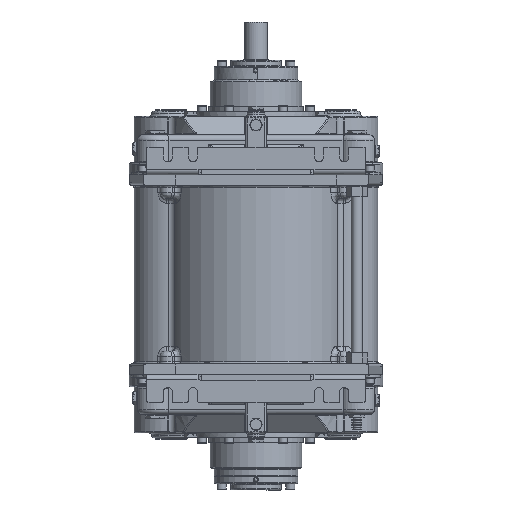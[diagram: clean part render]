
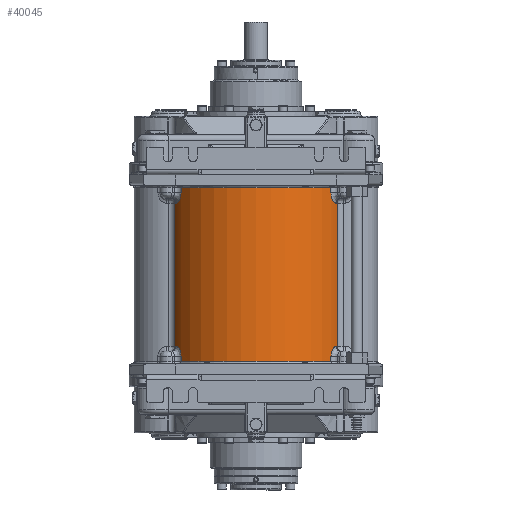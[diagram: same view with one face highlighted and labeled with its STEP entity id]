
A CAD part, front view. The second image highlights one B-rep face of the part: STEP entity #40045.
In plain terms, the highlighted cylindrical face has radius 180.5 mm (diameter 361 mm), a partial arc.
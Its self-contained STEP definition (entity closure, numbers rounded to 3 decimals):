
#2899=B_SPLINE_CURVE_WITH_KNOTS('',3,(#73181,#73182,#73183,#73184,#73185,
#73186,#73187),.UNSPECIFIED.,.F.,.F.,(4,1,1,1,4),(-3.142,-2.244,
-1.347,-0.898,0.),
 .UNSPECIFIED.);
#2901=B_SPLINE_CURVE_WITH_KNOTS('',3,(#73347,#73348,#73349,#73350,#73351,
#73352,#73353),.UNSPECIFIED.,.F.,.F.,(4,1,1,1,4),(-3.142,-2.244,
-1.347,-0.898,0.),.UNSPECIFIED.);
#2908=B_SPLINE_CURVE_WITH_KNOTS('',3,(#73579,#73580,#73581,#73582,#73583,
#73584,#73585),.UNSPECIFIED.,.F.,.F.,(4,1,1,1,4),(-3.142,-2.693,
-1.796,-0.898,0.),
 .UNSPECIFIED.);
#2911=B_SPLINE_CURVE_WITH_KNOTS('',3,(#73709,#73710,#73711,#73712,#73713,
#73714,#73715),.UNSPECIFIED.,.F.,.F.,(4,1,1,1,4),(-3.142,-2.244,
-1.347,-0.898,0.),
 .UNSPECIFIED.);
#3990=FACE_OUTER_BOUND('',#6401,.T.);
#6401=EDGE_LOOP('',(#29506,#29507,#29508,#29509,#29510,#29511,#29512,#29513,
#29514,#29515,#29516,#29517,#29518,#29519,#29520,#29521));
#8843=CIRCLE('',#43196,180.5);
#8922=CIRCLE('',#43320,180.5);
#9025=CIRCLE('',#43491,180.5);
#9032=CIRCLE('',#43505,180.5);
#9050=CIRCLE('',#43532,180.5);
#9060=CIRCLE('',#43546,180.5);
#11163=LINE('',#73190,#13368);
#11173=LINE('',#73367,#13378);
#11181=LINE('',#73490,#13386);
#11187=LINE('',#73599,#13392);
#11193=LINE('',#73716,#13398);
#11194=LINE('',#73717,#13399);
#13368=VECTOR('',#51217,10.);
#13378=VECTOR('',#51277,10.);
#13386=VECTOR('',#51327,10.);
#13392=VECTOR('',#51345,10.);
#13398=VECTOR('',#51391,10.);
#13399=VECTOR('',#51392,10.);
#16291=VERTEX_POINT('',#71375);
#16292=VERTEX_POINT('',#71379);
#16358=VERTEX_POINT('',#72431);
#16359=VERTEX_POINT('',#72435);
#16428=VERTEX_POINT('',#73178);
#16429=VERTEX_POINT('',#73180);
#16438=VERTEX_POINT('',#73290);
#16439=VERTEX_POINT('',#73345);
#16440=VERTEX_POINT('',#73346);
#16448=VERTEX_POINT('',#73435);
#16456=VERTEX_POINT('',#73488);
#16463=VERTEX_POINT('',#73577);
#16464=VERTEX_POINT('',#73578);
#16470=VERTEX_POINT('',#73657);
#16476=VERTEX_POINT('',#73706);
#16477=VERTEX_POINT('',#73708);
#20881=EDGE_CURVE('',#16291,#16292,#8843,.T.);
#21020=EDGE_CURVE('',#16358,#16359,#8922,.T.);
#21170=EDGE_CURVE('',#16428,#16429,#2899,.T.);
#21172=EDGE_CURVE('',#16292,#16428,#11163,.T.);
#21191=EDGE_CURVE('',#16429,#16438,#9025,.T.);
#21195=EDGE_CURVE('',#16439,#16440,#2901,.T.);
#21200=EDGE_CURVE('',#16440,#16291,#11173,.T.);
#21208=EDGE_CURVE('',#16448,#16439,#9032,.T.);
#21225=EDGE_CURVE('',#16448,#16456,#11181,.T.);
#21234=EDGE_CURVE('',#16463,#16464,#2908,.T.);
#21239=EDGE_CURVE('',#16464,#16358,#11187,.T.);
#21245=EDGE_CURVE('',#16470,#16463,#9050,.T.);
#21259=EDGE_CURVE('',#16476,#16456,#9060,.T.);
#21260=EDGE_CURVE('',#16477,#16476,#2911,.T.);
#21261=EDGE_CURVE('',#16359,#16477,#11193,.T.);
#21262=EDGE_CURVE('',#16438,#16470,#11194,.T.);
#29506=ORIENTED_EDGE('',*,*,#20881,.F.);
#29507=ORIENTED_EDGE('',*,*,#21200,.F.);
#29508=ORIENTED_EDGE('',*,*,#21195,.F.);
#29509=ORIENTED_EDGE('',*,*,#21208,.F.);
#29510=ORIENTED_EDGE('',*,*,#21225,.T.);
#29511=ORIENTED_EDGE('',*,*,#21259,.F.);
#29512=ORIENTED_EDGE('',*,*,#21260,.F.);
#29513=ORIENTED_EDGE('',*,*,#21261,.F.);
#29514=ORIENTED_EDGE('',*,*,#21020,.F.);
#29515=ORIENTED_EDGE('',*,*,#21239,.F.);
#29516=ORIENTED_EDGE('',*,*,#21234,.F.);
#29517=ORIENTED_EDGE('',*,*,#21245,.F.);
#29518=ORIENTED_EDGE('',*,*,#21262,.F.);
#29519=ORIENTED_EDGE('',*,*,#21191,.F.);
#29520=ORIENTED_EDGE('',*,*,#21170,.F.);
#29521=ORIENTED_EDGE('',*,*,#21172,.F.);
#36409=CYLINDRICAL_SURFACE('',#43545,180.5);
#40045=ADVANCED_FACE('',(#3990),#36409,.T.);
#43196=AXIS2_PLACEMENT_3D('',#71381,#50584,#50585);
#43320=AXIS2_PLACEMENT_3D('',#72437,#50865,#50866);
#43491=AXIS2_PLACEMENT_3D('',#73295,#51256,#51257);
#43505=AXIS2_PLACEMENT_3D('',#73437,#51290,#51291);
#43532=AXIS2_PLACEMENT_3D('',#73659,#51357,#51358);
#43545=AXIS2_PLACEMENT_3D('',#73705,#51387,#51388);
#43546=AXIS2_PLACEMENT_3D('',#73707,#51389,#51390);
#50584=DIRECTION('center_axis',(0.,0.,
-1.));
#50585=DIRECTION('ref_axis',(0.,-1.,0.));
#50865=DIRECTION('center_axis',(0.,0.,
1.));
#50866=DIRECTION('ref_axis',(0.,-1.,0.));
#51217=DIRECTION('',(0.,0.,1.));
#51256=DIRECTION('center_axis',(0.,0.,
-1.));
#51257=DIRECTION('ref_axis',(-0.872,-0.489,0.));
#51277=DIRECTION('',(0.,0.,-1.));
#51290=DIRECTION('center_axis',(0.,0.,
-1.));
#51291=DIRECTION('ref_axis',(0.872,-0.489,0.));
#51327=DIRECTION('',(0.,0.,1.));
#51345=DIRECTION('',(0.,0.,1.));
#51357=DIRECTION('center_axis',(0.,0.,
1.));
#51358=DIRECTION('ref_axis',(-0.872,-0.489,0.));
#51387=DIRECTION('center_axis',(0.,0.,
1.));
#51388=DIRECTION('ref_axis',(-0.891,-0.454,0.));
#51389=DIRECTION('center_axis',(0.,0.,
1.));
#51390=DIRECTION('ref_axis',(0.872,-0.489,0.));
#51391=DIRECTION('',(0.,0.,-1.));
#51392=DIRECTION('',(0.,0.,1.));
#71375=CARTESIAN_POINT('',(148.662,-102.371,-172.));
#71379=CARTESIAN_POINT('',(-148.662,-102.371,-172.));
#71381=CARTESIAN_POINT('Origin',(0.,0.,
-172.));
#72431=CARTESIAN_POINT('',(-148.662,-102.371,172.));
#72435=CARTESIAN_POINT('',(148.662,-102.371,172.));
#72437=CARTESIAN_POINT('Origin',(0.,0.,
172.));
#73178=CARTESIAN_POINT('',(-148.662,-102.371,-162.));
#73180=CARTESIAN_POINT('',(-158.576,-86.221,-142.));
#73181=CARTESIAN_POINT('Ctrl Pts',(-148.662,-102.371,-162.));
#73182=CARTESIAN_POINT('Ctrl Pts',(-148.662,-102.371,-159.007));
#73183=CARTESIAN_POINT('Ctrl Pts',(-149.404,-101.308,
-153.024));
#73184=CARTESIAN_POINT('Ctrl Pts',(-151.912,-97.529,
-147.031));
#73185=CARTESIAN_POINT('Ctrl Pts',(-155.097,-92.393,
-143.027));
#73186=CARTESIAN_POINT('Ctrl Pts',(-157.221,-88.712,
-142.));
#73187=CARTESIAN_POINT('Ctrl Pts',(-158.576,-86.221,
-142.));
#73190=CARTESIAN_POINT('',(-148.662,-102.371,0.));
#73290=CARTESIAN_POINT('',(-160.817,-81.965,-142.));
#73295=CARTESIAN_POINT('Origin',(0.,0.,
-142.));
#73345=CARTESIAN_POINT('',(158.576,-86.221,-142.));
#73346=CARTESIAN_POINT('',(148.662,-102.371,-162.));
#73347=CARTESIAN_POINT('Ctrl Pts',(158.576,-86.221,-142.));
#73348=CARTESIAN_POINT('Ctrl Pts',(157.221,-88.712,-142.));
#73349=CARTESIAN_POINT('Ctrl Pts',(154.386,-93.625,-143.364));
#73350=CARTESIAN_POINT('Ctrl Pts',(151.329,-98.412,-148.148));
#73351=CARTESIAN_POINT('Ctrl Pts',(149.22,-101.57,-154.524));
#73352=CARTESIAN_POINT('Ctrl Pts',(148.662,-102.371,-159.007));
#73353=CARTESIAN_POINT('Ctrl Pts',(148.662,-102.371,-162.));
#73367=CARTESIAN_POINT('',(148.662,-102.371,0.));
#73435=CARTESIAN_POINT('',(160.817,-81.965,-142.));
#73437=CARTESIAN_POINT('Origin',(0.,0.,
-142.));
#73488=CARTESIAN_POINT('',(160.817,-81.965,142.));
#73490=CARTESIAN_POINT('',(160.817,-81.965,0.));
#73577=CARTESIAN_POINT('',(-158.576,-86.221,142.));
#73578=CARTESIAN_POINT('',(-148.662,-102.371,162.));
#73579=CARTESIAN_POINT('Ctrl Pts',(-158.576,-86.221,142.));
#73580=CARTESIAN_POINT('Ctrl Pts',(-157.898,-87.466,142.));
#73581=CARTESIAN_POINT('Ctrl Pts',(-155.823,-91.18,142.5));
#73582=CARTESIAN_POINT('Ctrl Pts',(-152.415,-96.776,
145.827));
#73583=CARTESIAN_POINT('Ctrl Pts',(-149.404,-101.307,
153.025));
#73584=CARTESIAN_POINT('Ctrl Pts',(-148.662,-102.371,
159.007));
#73585=CARTESIAN_POINT('Ctrl Pts',(-148.662,-102.371,
162.));
#73599=CARTESIAN_POINT('',(-148.662,-102.371,0.));
#73657=CARTESIAN_POINT('',(-160.817,-81.965,142.));
#73659=CARTESIAN_POINT('Origin',(0.,0.,
142.));
#73705=CARTESIAN_POINT('Origin',(0.,0.,
0.));
#73706=CARTESIAN_POINT('',(158.576,-86.221,142.));
#73707=CARTESIAN_POINT('Origin',(0.,0.,
142.));
#73708=CARTESIAN_POINT('',(148.662,-102.371,162.));
#73709=CARTESIAN_POINT('Ctrl Pts',(148.662,-102.371,162.));
#73710=CARTESIAN_POINT('Ctrl Pts',(148.662,-102.371,159.007));
#73711=CARTESIAN_POINT('Ctrl Pts',(149.404,-101.308,153.024));
#73712=CARTESIAN_POINT('Ctrl Pts',(151.912,-97.529,147.031));
#73713=CARTESIAN_POINT('Ctrl Pts',(155.097,-92.393,143.027));
#73714=CARTESIAN_POINT('Ctrl Pts',(157.221,-88.712,142.));
#73715=CARTESIAN_POINT('Ctrl Pts',(158.576,-86.221,142.));
#73716=CARTESIAN_POINT('',(148.662,-102.371,0.));
#73717=CARTESIAN_POINT('',(-160.817,-81.965,0.));
